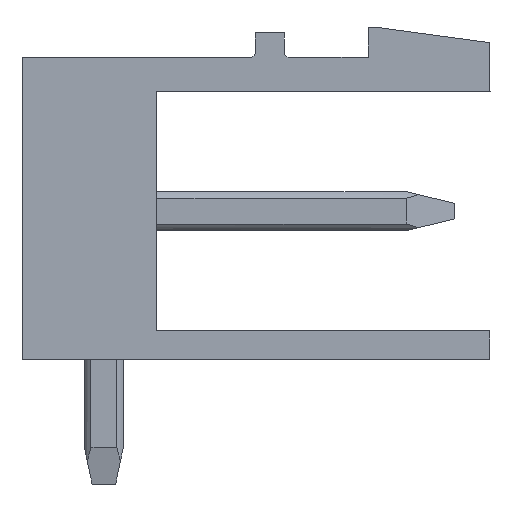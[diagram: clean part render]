
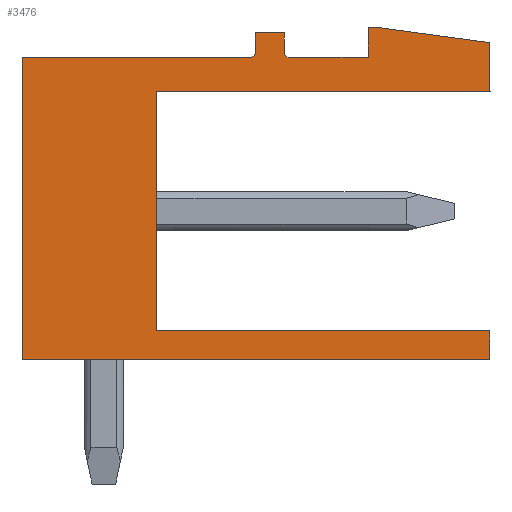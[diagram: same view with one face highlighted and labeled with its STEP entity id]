
A CAD part, left-side view. The second image highlights one B-rep face of the part: STEP entity #3476.
In plain terms, the highlighted planar face has unit normal (-1, 0, 0).
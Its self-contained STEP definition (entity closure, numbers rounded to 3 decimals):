
#1761=AXIS2_PLACEMENT_3D('Circle Axis2P3D',#1759,#1760,$) ;
#1885=AXIS2_PLACEMENT_3D('Circle Axis2P3D',#1883,#1884,$) ;
#3455=AXIS2_PLACEMENT_3D('Plane Axis2P3D',#3452,#3453,#3454) ;
#49=CARTESIAN_POINT('Vertex',(0.,8.55,3.93)) ;
#52=CARTESIAN_POINT('Line Origine',(0.,4.275,3.93)) ;
#56=CARTESIAN_POINT('Vertex',(0.,0.,3.93)) ;
#87=CARTESIAN_POINT('Vertex',(0.,8.55,10.06)) ;
#90=CARTESIAN_POINT('Line Origine',(0.,8.55,6.995)) ;
#1570=CARTESIAN_POINT('Vertex',(0.,0.,10.06)) ;
#1573=CARTESIAN_POINT('Line Origine',(0.,4.275,10.06)) ;
#1601=CARTESIAN_POINT('Vertex',(0.,0.,11.32)) ;
#1604=CARTESIAN_POINT('Line Origine',(0.,0.,10.69)) ;
#1632=CARTESIAN_POINT('Vertex',(0.,2.8,11.7)) ;
#1635=CARTESIAN_POINT('Line Origine',(0.,1.4,11.51)) ;
#1663=CARTESIAN_POINT('Vertex',(0.,3.12,11.7)) ;
#1666=CARTESIAN_POINT('Line Origine',(0.,2.96,11.7)) ;
#1694=CARTESIAN_POINT('Vertex',(0.,3.12,10.95)) ;
#1697=CARTESIAN_POINT('Line Origine',(0.,3.12,11.325)) ;
#1725=CARTESIAN_POINT('Vertex',(0.,5.17,10.95)) ;
#1728=CARTESIAN_POINT('Line Origine',(0.,4.145,10.95)) ;
#1756=CARTESIAN_POINT('Vertex',(0.,5.27,11.05)) ;
#1759=CARTESIAN_POINT('Axis2P3D Location',(0.,5.17,11.05)) ;
#1787=CARTESIAN_POINT('Vertex',(0.,5.27,11.57)) ;
#1790=CARTESIAN_POINT('Line Origine',(0.,5.27,11.31)) ;
#1818=CARTESIAN_POINT('Vertex',(0.,6.02,11.57)) ;
#1821=CARTESIAN_POINT('Line Origine',(0.,5.645,11.57)) ;
#1849=CARTESIAN_POINT('Vertex',(0.,6.02,11.05)) ;
#1852=CARTESIAN_POINT('Line Origine',(0.,6.02,11.31)) ;
#1880=CARTESIAN_POINT('Vertex',(0.,6.12,10.95)) ;
#1883=CARTESIAN_POINT('Axis2P3D Location',(0.,6.12,11.05)) ;
#1906=CARTESIAN_POINT('Vertex',(0.,12.,10.95)) ;
#1909=CARTESIAN_POINT('Line Origine',(0.,9.06,10.95)) ;
#1937=CARTESIAN_POINT('Vertex',(0.,12.,3.2)) ;
#1940=CARTESIAN_POINT('Line Origine',(0.,12.,7.075)) ;
#1968=CARTESIAN_POINT('Vertex',(0.,0.,3.2)) ;
#1971=CARTESIAN_POINT('Line Origine',(0.,6.,3.2)) ;
#3440=CARTESIAN_POINT('Line Origine',(0.,0.,3.565)) ;
#3452=CARTESIAN_POINT('Axis2P3D Location',(0.,0.,0.)) ;
#53=DIRECTION('Vector Direction',(0.,1.,0.)) ;
#91=DIRECTION('Vector Direction',(0.,0.,-1.)) ;
#1574=DIRECTION('Vector Direction',(0.,-1.,0.)) ;
#1605=DIRECTION('Vector Direction',(0.,0.,1.)) ;
#1636=DIRECTION('Vector Direction',(0.,0.991,0.134)) ;
#1667=DIRECTION('Vector Direction',(0.,1.,0.)) ;
#1698=DIRECTION('Vector Direction',(0.,0.,-1.)) ;
#1729=DIRECTION('Vector Direction',(0.,1.,0.)) ;
#1760=DIRECTION('Axis2P3D Direction',(-1.,0.,0.)) ;
#1791=DIRECTION('Vector Direction',(0.,0.,1.)) ;
#1822=DIRECTION('Vector Direction',(0.,1.,0.)) ;
#1853=DIRECTION('Vector Direction',(0.,0.,-1.)) ;
#1884=DIRECTION('Axis2P3D Direction',(-1.,0.,0.)) ;
#1910=DIRECTION('Vector Direction',(0.,1.,0.)) ;
#1941=DIRECTION('Vector Direction',(0.,0.,-1.)) ;
#1972=DIRECTION('Vector Direction',(0.,1.,0.)) ;
#3441=DIRECTION('Vector Direction',(0.,0.,-1.)) ;
#3453=DIRECTION('Axis2P3D Direction',(-1.,0.,0.)) ;
#3454=DIRECTION('Axis2P3D XDirection',(0.,0.,1.)) ;
#54=VECTOR('Line Direction',#53,1.) ;
#92=VECTOR('Line Direction',#91,1.) ;
#1575=VECTOR('Line Direction',#1574,1.) ;
#1606=VECTOR('Line Direction',#1605,1.) ;
#1637=VECTOR('Line Direction',#1636,1.) ;
#1668=VECTOR('Line Direction',#1667,1.) ;
#1699=VECTOR('Line Direction',#1698,1.) ;
#1730=VECTOR('Line Direction',#1729,1.) ;
#1792=VECTOR('Line Direction',#1791,1.) ;
#1823=VECTOR('Line Direction',#1822,1.) ;
#1854=VECTOR('Line Direction',#1853,1.) ;
#1911=VECTOR('Line Direction',#1910,1.) ;
#1942=VECTOR('Line Direction',#1941,1.) ;
#1973=VECTOR('Line Direction',#1972,1.) ;
#3442=VECTOR('Line Direction',#3441,1.) ;
#3458=ORIENTED_EDGE('',*,*,#58,.T.) ;
#3459=ORIENTED_EDGE('',*,*,#94,.T.) ;
#3460=ORIENTED_EDGE('',*,*,#1577,.T.) ;
#3461=ORIENTED_EDGE('',*,*,#1608,.T.) ;
#3462=ORIENTED_EDGE('',*,*,#1639,.T.) ;
#3463=ORIENTED_EDGE('',*,*,#1670,.T.) ;
#3464=ORIENTED_EDGE('',*,*,#1701,.T.) ;
#3465=ORIENTED_EDGE('',*,*,#1732,.T.) ;
#3466=ORIENTED_EDGE('',*,*,#1763,.T.) ;
#3467=ORIENTED_EDGE('',*,*,#1794,.T.) ;
#3468=ORIENTED_EDGE('',*,*,#1825,.T.) ;
#3469=ORIENTED_EDGE('',*,*,#1856,.T.) ;
#3470=ORIENTED_EDGE('',*,*,#1887,.T.) ;
#3471=ORIENTED_EDGE('',*,*,#1913,.T.) ;
#3472=ORIENTED_EDGE('',*,*,#1944,.T.) ;
#3473=ORIENTED_EDGE('',*,*,#1975,.T.) ;
#3474=ORIENTED_EDGE('',*,*,#3444,.T.) ;
#3476=ADVANCED_FACE('Housing',(#3475),#3456,.T.) ;
#1762=CIRCLE('generated circle',#1761,0.1) ;
#1886=CIRCLE('generated circle',#1885,0.1) ;
#58=EDGE_CURVE('',#57,#50,#55,.T.) ;
#94=EDGE_CURVE('',#50,#88,#93,.F.) ;
#1577=EDGE_CURVE('',#88,#1571,#1576,.T.) ;
#1608=EDGE_CURVE('',#1571,#1602,#1607,.T.) ;
#1639=EDGE_CURVE('',#1602,#1633,#1638,.T.) ;
#1670=EDGE_CURVE('',#1633,#1664,#1669,.T.) ;
#1701=EDGE_CURVE('',#1664,#1695,#1700,.T.) ;
#1732=EDGE_CURVE('',#1695,#1726,#1731,.T.) ;
#1763=EDGE_CURVE('',#1726,#1757,#1762,.F.) ;
#1794=EDGE_CURVE('',#1757,#1788,#1793,.T.) ;
#1825=EDGE_CURVE('',#1788,#1819,#1824,.T.) ;
#1856=EDGE_CURVE('',#1819,#1850,#1855,.T.) ;
#1887=EDGE_CURVE('',#1850,#1881,#1886,.F.) ;
#1913=EDGE_CURVE('',#1881,#1907,#1912,.T.) ;
#1944=EDGE_CURVE('',#1907,#1938,#1943,.T.) ;
#1975=EDGE_CURVE('',#1938,#1969,#1974,.F.) ;
#3444=EDGE_CURVE('',#1969,#57,#3443,.F.) ;
#3457=EDGE_LOOP('',(#3458,#3459,#3460,#3461,#3462,#3463,#3464,#3465,#3466,#3467,#3468,#3469,#3470,#3471,#3472,#3473,#3474)) ;
#3475=FACE_OUTER_BOUND('',#3457,.T.) ;
#55=LINE('Line',#52,#54) ;
#93=LINE('Line',#90,#92) ;
#1576=LINE('Line',#1573,#1575) ;
#1607=LINE('Line',#1604,#1606) ;
#1638=LINE('Line',#1635,#1637) ;
#1669=LINE('Line',#1666,#1668) ;
#1700=LINE('Line',#1697,#1699) ;
#1731=LINE('Line',#1728,#1730) ;
#1793=LINE('Line',#1790,#1792) ;
#1824=LINE('Line',#1821,#1823) ;
#1855=LINE('Line',#1852,#1854) ;
#1912=LINE('Line',#1909,#1911) ;
#1943=LINE('Line',#1940,#1942) ;
#1974=LINE('Line',#1971,#1973) ;
#3443=LINE('Line',#3440,#3442) ;
#3456=PLANE('',#3455) ;
#50=VERTEX_POINT('',#49) ;
#57=VERTEX_POINT('',#56) ;
#88=VERTEX_POINT('',#87) ;
#1571=VERTEX_POINT('',#1570) ;
#1602=VERTEX_POINT('',#1601) ;
#1633=VERTEX_POINT('',#1632) ;
#1664=VERTEX_POINT('',#1663) ;
#1695=VERTEX_POINT('',#1694) ;
#1726=VERTEX_POINT('',#1725) ;
#1757=VERTEX_POINT('',#1756) ;
#1788=VERTEX_POINT('',#1787) ;
#1819=VERTEX_POINT('',#1818) ;
#1850=VERTEX_POINT('',#1849) ;
#1881=VERTEX_POINT('',#1880) ;
#1907=VERTEX_POINT('',#1906) ;
#1938=VERTEX_POINT('',#1937) ;
#1969=VERTEX_POINT('',#1968) ;
